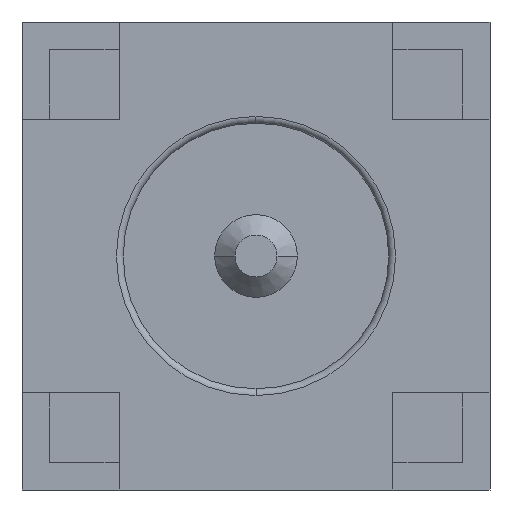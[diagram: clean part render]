
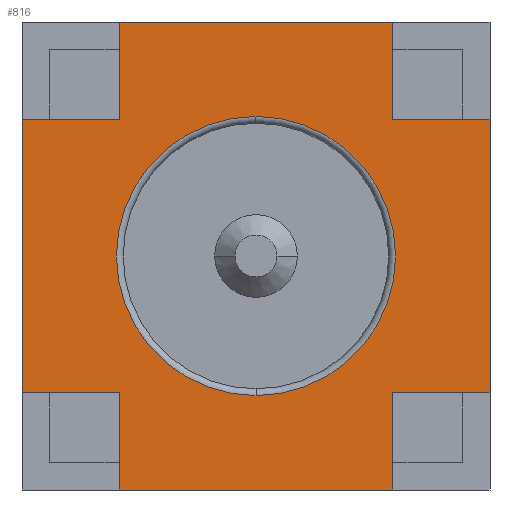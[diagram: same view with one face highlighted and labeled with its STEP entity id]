
A CAD part, left-side view. The second image highlights one B-rep face of the part: STEP entity #816.
In plain terms, the highlighted planar face has unit normal (-1, 0, 0).
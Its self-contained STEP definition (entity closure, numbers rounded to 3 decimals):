
#1=DIRECTION('',(0.,0.,1.));
#2=VECTOR('',#1,0.717);
#3=CARTESIAN_POINT('',(0.,1.01,-1.727));
#4=LINE('',#3,#2);
#5=DIRECTION('',(0.,-1.,0.));
#6=VECTOR('',#5,0.717);
#7=CARTESIAN_POINT('',(0.,1.727,-1.01));
#8=LINE('',#7,#6);
#9=DIRECTION('',(0.,0.,1.));
#10=VECTOR('',#9,2.02);
#11=CARTESIAN_POINT('',(0.,1.727,-1.01));
#12=LINE('',#11,#10);
#13=DIRECTION('',(0.,-1.,0.));
#14=VECTOR('',#13,0.717);
#15=CARTESIAN_POINT('',(0.,1.727,1.01));
#16=LINE('',#15,#14);
#17=DIRECTION('',(0.,0.,-1.));
#18=VECTOR('',#17,0.717);
#19=CARTESIAN_POINT('',(0.,1.01,1.727));
#20=LINE('',#19,#18);
#21=DIRECTION('',(0.,-1.,0.));
#22=VECTOR('',#21,2.02);
#23=CARTESIAN_POINT('',(0.,1.01,1.727));
#24=LINE('',#23,#22);
#25=DIRECTION('',(0.,0.,-1.));
#26=VECTOR('',#25,0.717);
#27=CARTESIAN_POINT('',(0.,-1.01,1.727));
#28=LINE('',#27,#26);
#29=DIRECTION('',(0.,1.,0.));
#30=VECTOR('',#29,0.717);
#31=CARTESIAN_POINT('',(0.,-1.727,1.01));
#32=LINE('',#31,#30);
#33=DIRECTION('',(0.,0.,-1.));
#34=VECTOR('',#33,2.02);
#35=CARTESIAN_POINT('',(0.,-1.727,1.01));
#36=LINE('',#35,#34);
#37=DIRECTION('',(0.,1.,0.));
#38=VECTOR('',#37,0.717);
#39=CARTESIAN_POINT('',(0.,-1.727,-1.01));
#40=LINE('',#39,#38);
#41=DIRECTION('',(0.,0.,1.));
#42=VECTOR('',#41,0.717);
#43=CARTESIAN_POINT('',(0.,-1.01,-1.727));
#44=LINE('',#43,#42);
#45=DIRECTION('',(0.,1.,0.));
#46=VECTOR('',#45,2.02);
#47=CARTESIAN_POINT('',(0.,-1.01,-1.727));
#48=LINE('',#47,#46);
#49=CARTESIAN_POINT('',(0.,0.,0.));
#50=DIRECTION('',(1.,0.,0.));
#51=DIRECTION('',(0.,0.,1.));
#52=AXIS2_PLACEMENT_3D('',#49,#50,#51);
#54=CARTESIAN_POINT('',(0.,0.,0.));
#55=DIRECTION('',(1.,0.,0.));
#56=DIRECTION('',(0.,0.,-1.));
#57=AXIS2_PLACEMENT_3D('',#54,#55,#56);
#629=CARTESIAN_POINT('',(0.,1.01,-1.727));
#630=CARTESIAN_POINT('',(0.,1.01,-1.01));
#631=VERTEX_POINT('',#629);
#632=VERTEX_POINT('',#630);
#633=CARTESIAN_POINT('',(0.,1.727,-1.01));
#634=VERTEX_POINT('',#633);
#635=CARTESIAN_POINT('',(0.,1.727,1.01));
#636=VERTEX_POINT('',#635);
#637=CARTESIAN_POINT('',(0.,-1.01,-1.727));
#638=VERTEX_POINT('',#637);
#645=CARTESIAN_POINT('',(0.,1.01,1.01));
#646=VERTEX_POINT('',#645);
#647=CARTESIAN_POINT('',(0.,1.01,1.727));
#648=VERTEX_POINT('',#647);
#649=CARTESIAN_POINT('',(0.,-1.01,1.727));
#650=VERTEX_POINT('',#649);
#651=CARTESIAN_POINT('',(0.,-1.727,1.01));
#652=CARTESIAN_POINT('',(0.,-1.727,-1.01));
#653=VERTEX_POINT('',#651);
#654=VERTEX_POINT('',#652);
#687=CARTESIAN_POINT('',(0.,-1.01,1.01));
#688=VERTEX_POINT('',#687);
#689=CARTESIAN_POINT('',(0.,-1.01,-1.01));
#690=VERTEX_POINT('',#689);
#739=CARTESIAN_POINT('',(0.,0.,1.03));
#740=CARTESIAN_POINT('',(0.,0.,-1.03));
#741=VERTEX_POINT('',#739);
#742=VERTEX_POINT('',#740);
#779=CARTESIAN_POINT('',(0.,0.,0.));
#780=DIRECTION('',(1.,0.,0.));
#781=DIRECTION('',(0.,-1.,0.));
#782=AXIS2_PLACEMENT_3D('',#779,#780,#781);
#783=PLANE('',#782);
#785=ORIENTED_EDGE('',*,*,#784,.T.);
#787=ORIENTED_EDGE('',*,*,#786,.F.);
#789=ORIENTED_EDGE('',*,*,#788,.T.);
#791=ORIENTED_EDGE('',*,*,#790,.T.);
#793=ORIENTED_EDGE('',*,*,#792,.F.);
#795=ORIENTED_EDGE('',*,*,#794,.T.);
#797=ORIENTED_EDGE('',*,*,#796,.T.);
#799=ORIENTED_EDGE('',*,*,#798,.F.);
#801=ORIENTED_EDGE('',*,*,#800,.T.);
#803=ORIENTED_EDGE('',*,*,#802,.T.);
#805=ORIENTED_EDGE('',*,*,#804,.F.);
#807=ORIENTED_EDGE('',*,*,#806,.T.);
#808=EDGE_LOOP('',(#785,#787,#789,#791,#793,#795,#797,#799,#801,#803,#805,
#807));
#809=FACE_OUTER_BOUND('',#808,.F.);
#811=ORIENTED_EDGE('',*,*,#810,.F.);
#813=ORIENTED_EDGE('',*,*,#812,.F.);
#814=EDGE_LOOP('',(#811,#813));
#815=FACE_BOUND('',#814,.F.);
#816=ADVANCED_FACE('',(#809,#815),#783,.F.);
#53=CIRCLE('',#52,1.03);
#58=CIRCLE('',#57,1.03);
#784=EDGE_CURVE('',#631,#632,#4,.T.);
#786=EDGE_CURVE('',#634,#632,#8,.T.);
#788=EDGE_CURVE('',#634,#636,#12,.T.);
#790=EDGE_CURVE('',#636,#646,#16,.T.);
#792=EDGE_CURVE('',#648,#646,#20,.T.);
#794=EDGE_CURVE('',#648,#650,#24,.T.);
#796=EDGE_CURVE('',#650,#688,#28,.T.);
#798=EDGE_CURVE('',#653,#688,#32,.T.);
#800=EDGE_CURVE('',#653,#654,#36,.T.);
#802=EDGE_CURVE('',#654,#690,#40,.T.);
#804=EDGE_CURVE('',#638,#690,#44,.T.);
#806=EDGE_CURVE('',#638,#631,#48,.T.);
#810=EDGE_CURVE('',#741,#742,#53,.T.);
#812=EDGE_CURVE('',#742,#741,#58,.T.);
